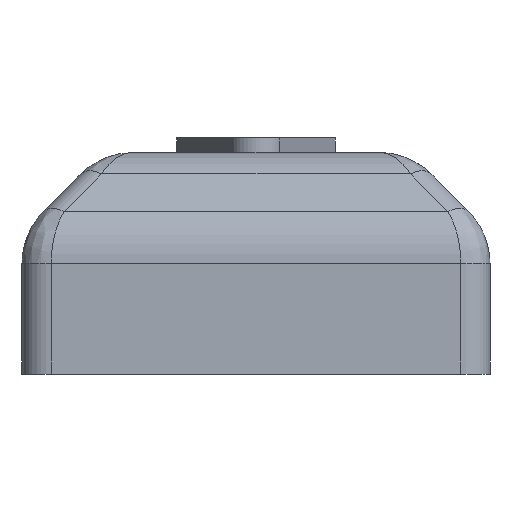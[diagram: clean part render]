
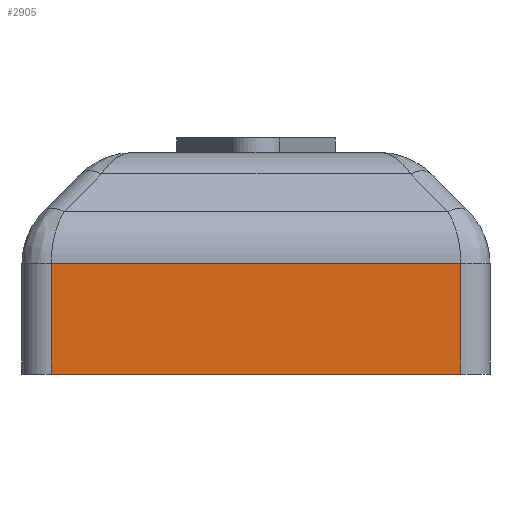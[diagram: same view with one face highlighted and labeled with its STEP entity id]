
A CAD part, left-side view. The second image highlights one B-rep face of the part: STEP entity #2905.
In plain terms, the highlighted planar face has unit normal (-1, 0, 0).
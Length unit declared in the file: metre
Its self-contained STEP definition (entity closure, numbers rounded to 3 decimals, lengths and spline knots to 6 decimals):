
#270=LINE('',#4364,#516);
#303=LINE('',#4438,#549);
#304=LINE('',#4441,#550);
#305=LINE('',#4442,#551);
#516=VECTOR('',#3489,1.);
#549=VECTOR('',#3538,1.);
#550=VECTOR('',#3539,1.);
#551=VECTOR('',#3540,1.);
#893=ORIENTED_EDGE('',*,*,#1687,.T.);
#894=ORIENTED_EDGE('',*,*,#1688,.T.);
#895=ORIENTED_EDGE('',*,*,#1649,.F.);
#896=ORIENTED_EDGE('',*,*,#1689,.T.);
#1649=EDGE_CURVE('',#2055,#2056,#270,.T.);
#1687=EDGE_CURVE('',#2089,#2090,#303,.F.);
#1688=EDGE_CURVE('',#2090,#2056,#304,.T.);
#1689=EDGE_CURVE('',#2055,#2089,#305,.F.);
#2055=VERTEX_POINT('',#4363);
#2056=VERTEX_POINT('',#4365);
#2089=VERTEX_POINT('',#4439);
#2090=VERTEX_POINT('',#4440);
#2360=EDGE_LOOP('',(#893,#894,#895,#896));
#2594=FACE_BOUND('',#2360,.T.);
#2815=PLANE('',#3144);
#2905=ADVANCED_FACE('',(#2594),#2815,.T.);
#3144=AXIS2_PLACEMENT_3D('',#4437,#3536,#3537);
#3489=DIRECTION('',(0.,1.,0.));
#3536=DIRECTION('',(-1.,0.,0.));
#3537=DIRECTION('',(0.,0.,1.));
#3538=DIRECTION('',(0.,-1.,0.));
#3539=DIRECTION('',(0.,0.,-1.));
#3540=DIRECTION('',(0.,0.,-1.));
#4363=CARTESIAN_POINT('',(-0.0465,-0.028,-0.021));
#4364=CARTESIAN_POINT('',(-0.0465,0.,-0.021));
#4365=CARTESIAN_POINT('',(-0.0465,0.028,-0.021));
#4437=CARTESIAN_POINT('',(-0.0465,0.,0.0093));
#4438=CARTESIAN_POINT('',(-0.0465,0.,-0.005842));
#4439=CARTESIAN_POINT('',(-0.0465,-0.028,-0.005842));
#4440=CARTESIAN_POINT('',(-0.0465,0.028,-0.005842));
#4441=CARTESIAN_POINT('',(-0.0465,0.028,0.0093));
#4442=CARTESIAN_POINT('',(-0.0465,-0.028,-0.005842));
